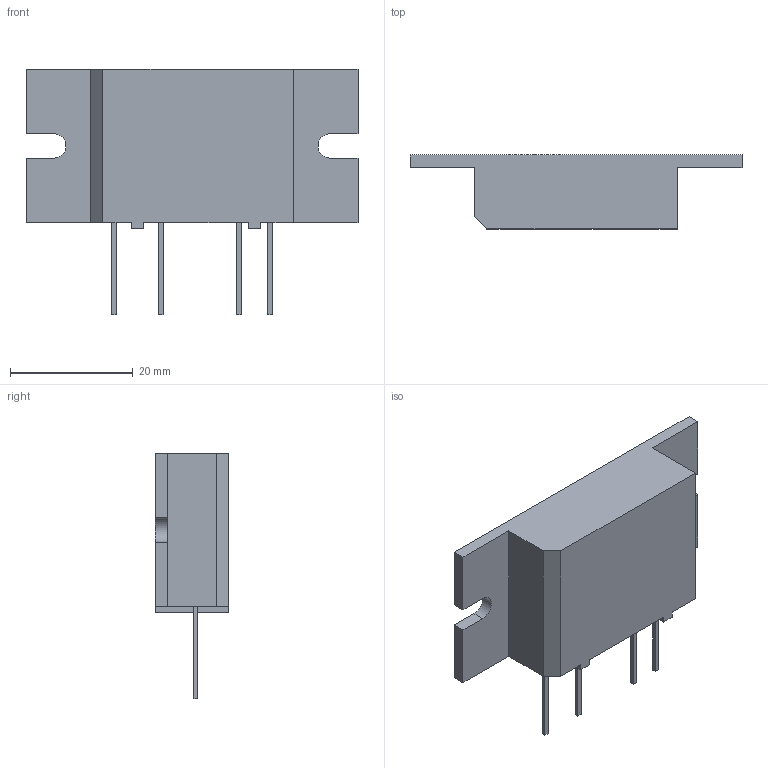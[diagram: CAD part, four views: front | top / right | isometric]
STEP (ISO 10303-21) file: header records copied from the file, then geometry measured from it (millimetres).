
FILE_DESCRIPTION (( 'STEP AP214' ), '1' );
FILE_NAME ('aq1208.step', '2012-05-30T04:40:22', ( '' ), ( '(C)Panasonic Corporation 2012' ), '', '', '' );
FILE_SCHEMA (( 'AUTOMOTIVE_DESIGN' ));
Length unit declared in the file: millimetre
Products named in the file (1): aq1208
Bounding box: 54 x 12 x 40 mm (x, y, z)
Volume: 10879.7 mm3; surface area: 4314.7 mm2
Topology: 1 solids, 1 shells, 47 faces, 123 edges, 82 vertices
Faces by surface type: plane 45, cylinder 2
Entity records: 1455 total; most frequent: CARTESIAN_POINT 253, ORIENTED_EDGE 246, DIRECTION 223, EDGE_CURVE 123, VECTOR 119, LINE 119, VERTEX_POINT 82, AXIS2_PLACEMENT_3D 52
